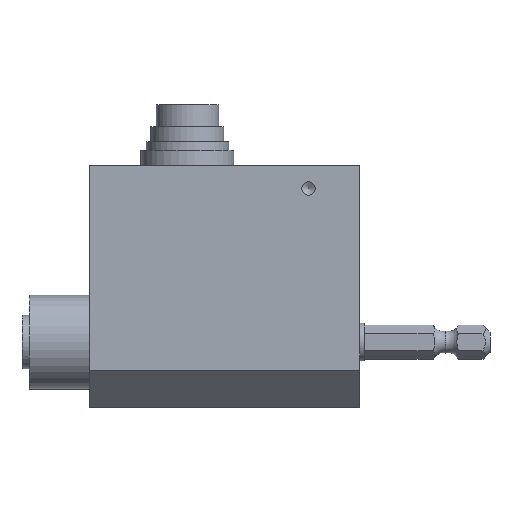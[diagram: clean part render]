
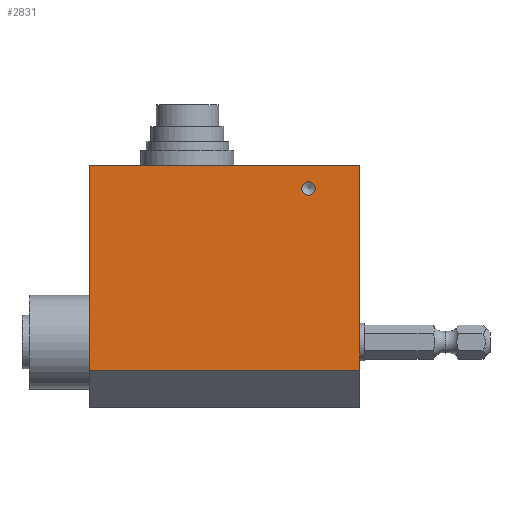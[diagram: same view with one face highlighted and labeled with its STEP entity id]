
A CAD part, front view. The second image highlights one B-rep face of the part: STEP entity #2831.
In plain terms, the highlighted planar face has unit normal (0, -1, 0).
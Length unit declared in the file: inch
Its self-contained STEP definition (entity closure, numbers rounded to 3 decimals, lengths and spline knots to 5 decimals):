
#237=CARTESIAN_POINT('',(0.98539,-0.75,0.76739));
#238=VERTEX_POINT('',#237);
#239=CARTESIAN_POINT('',(0.98539,-0.75,0.71039));
#240=DIRECTION('',(0.0,1.0,0.0));
#241=DIRECTION('',(0.0,0.0,-1.0));
#242=AXIS2_PLACEMENT_3D('',#239,#240,#241);
#243=CIRCLE('',#242,0.057);
#244=EDGE_CURVE('',#238,#238,#243,.T.);
#2739=CARTESIAN_POINT('',(-0.865,-0.75,-0.82504));
#2740=VERTEX_POINT('',#2739);
#2747=CARTESIAN_POINT('',(-0.865,-0.75,0.90724));
#2748=VERTEX_POINT('',#2747);
#2749=CARTESIAN_POINT('',(-0.865,-0.75,-0.82504));
#2750=DIRECTION('',(0.0,0.0,1.0));
#2751=VECTOR('',#2750,1.73228);
#2752=LINE('',#2749,#2751);
#2753=EDGE_CURVE('',#2740,#2748,#2752,.T.);
#2781=CARTESIAN_POINT('',(1.41846,-0.75,-0.82504));
#2782=VERTEX_POINT('',#2781);
#2789=CARTESIAN_POINT('',(1.41846,-0.75,-0.82504));
#2790=DIRECTION('',(-1.0,0.0,0.0));
#2791=VECTOR('',#2790,2.28346);
#2792=LINE('',#2789,#2791);
#2793=EDGE_CURVE('',#2782,#2740,#2792,.T.);
#2805=CARTESIAN_POINT('',(-0.865,-0.75,-1.14));
#2806=DIRECTION('',(0.0,-1.0,0.0));
#2807=DIRECTION('',(0.0,0.0,-1.0));
#2808=AXIS2_PLACEMENT_3D('',#2805,#2806,#2807);
#2809=PLANE('',#2808);
#2810=ORIENTED_EDGE('',*,*,#2793,.F.);
#2811=CARTESIAN_POINT('',(1.41846,-0.75,0.90724));
#2812=VERTEX_POINT('',#2811);
#2813=CARTESIAN_POINT('',(1.41846,-0.75,-0.82504));
#2814=DIRECTION('',(0.0,0.0,1.0));
#2815=VECTOR('',#2814,1.73228);
#2816=LINE('',#2813,#2815);
#2817=EDGE_CURVE('',#2782,#2812,#2816,.T.);
#2818=ORIENTED_EDGE('',*,*,#2817,.T.);
#2819=CARTESIAN_POINT('',(-0.865,-0.75,0.90724));
#2820=DIRECTION('',(1.0,0.0,0.0));
#2821=VECTOR('',#2820,2.28346);
#2822=LINE('',#2819,#2821);
#2823=EDGE_CURVE('',#2748,#2812,#2822,.T.);
#2824=ORIENTED_EDGE('',*,*,#2823,.F.);
#2825=ORIENTED_EDGE('',*,*,#2753,.F.);
#2826=EDGE_LOOP('',(#2810,#2818,#2824,#2825));
#2827=FACE_OUTER_BOUND('',#2826,.T.);
#2828=ORIENTED_EDGE('',*,*,#244,.T.);
#2829=EDGE_LOOP('',(#2828));
#2830=FACE_BOUND('',#2829,.T.);
#2831=ADVANCED_FACE('',(#2827,#2830),#2809,.T.);
